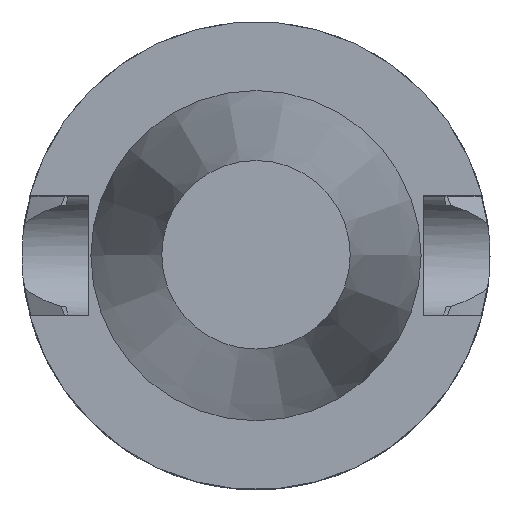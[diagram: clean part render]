
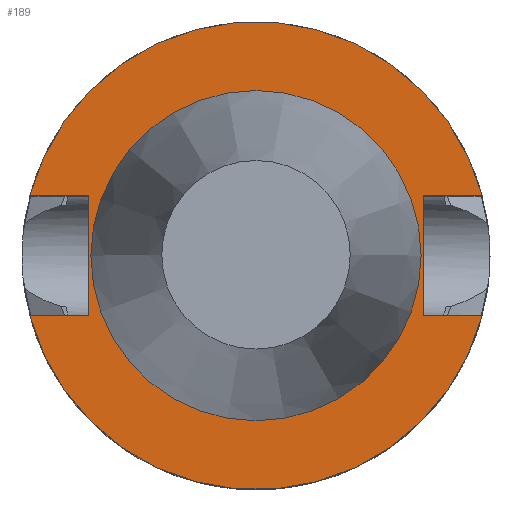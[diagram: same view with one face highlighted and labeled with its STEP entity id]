
A CAD part, top view. The second image highlights one B-rep face of the part: STEP entity #189.
In plain terms, the highlighted planar face has unit normal (0, 0, 1).
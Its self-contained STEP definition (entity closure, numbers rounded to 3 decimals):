
#57=LINE('',#925,#87);
#63=LINE('',#953,#93);
#67=LINE('',#961,#97);
#75=LINE('',#1082,#105);
#76=LINE('',#1084,#106);
#77=LINE('',#1086,#107);
#87=VECTOR('',#759,1.);
#93=VECTOR('',#767,1.);
#97=VECTOR('',#773,1.);
#105=VECTOR('',#815,1.);
#106=VECTOR('',#816,1.);
#107=VECTOR('',#817,1.);
#153=FACE_BOUND('',#269,.T.);
#154=FACE_BOUND('',#270,.T.);
#189=ADVANCED_FACE('',(#153,#154),#219,.T.);
#219=PLANE('',#693);
#269=EDGE_LOOP('',(#371));
#270=EDGE_LOOP('',(#372,#373,#374,#375,#376,#377,#378,#379));
#371=ORIENTED_EDGE('',*,*,#576,.F.);
#372=ORIENTED_EDGE('',*,*,#577,.F.);
#373=ORIENTED_EDGE('',*,*,#578,.T.);
#374=ORIENTED_EDGE('',*,*,#579,.F.);
#375=ORIENTED_EDGE('',*,*,#580,.T.);
#376=ORIENTED_EDGE('',*,*,#574,.T.);
#377=ORIENTED_EDGE('',*,*,#547,.T.);
#378=ORIENTED_EDGE('',*,*,#535,.T.);
#379=ORIENTED_EDGE('',*,*,#543,.T.);
#473=VERTEX_POINT('',#924);
#474=VERTEX_POINT('',#926);
#480=VERTEX_POINT('',#952);
#484=VERTEX_POINT('',#962);
#504=VERTEX_POINT('',#1075);
#505=VERTEX_POINT('',#1079);
#506=VERTEX_POINT('',#1081);
#507=VERTEX_POINT('',#1083);
#508=VERTEX_POINT('',#1085);
#535=EDGE_CURVE('',#474,#473,#57,.T.);
#543=EDGE_CURVE('',#473,#480,#63,.T.);
#547=EDGE_CURVE('',#484,#474,#67,.T.);
#574=EDGE_CURVE('',#504,#484,#622,.T.);
#576=EDGE_CURVE('',#505,#505,#623,.T.);
#577=EDGE_CURVE('',#506,#480,#624,.T.);
#578=EDGE_CURVE('',#506,#507,#75,.T.);
#579=EDGE_CURVE('',#508,#507,#76,.T.);
#580=EDGE_CURVE('',#508,#504,#77,.T.);
#622=CIRCLE('',#689,31.5);
#623=CIRCLE('',#691,21.875);
#624=CIRCLE('',#692,31.5);
#689=AXIS2_PLACEMENT_3D('',#1074,#806,#807);
#691=AXIS2_PLACEMENT_3D('',#1078,#811,#812);
#692=AXIS2_PLACEMENT_3D('',#1080,#813,#814);
#693=AXIS2_PLACEMENT_3D('',#1087,#818,#819);
#759=DIRECTION('',(0.,-1.,0.));
#767=DIRECTION('',(-1.,0.,0.));
#773=DIRECTION('',(1.,0.,0.));
#806=DIRECTION('',(0.,0.,1.));
#807=DIRECTION('',(1.,0.,0.));
#811=DIRECTION('',(0.,0.,1.));
#812=DIRECTION('',(1.,0.,0.));
#813=DIRECTION('',(0.,0.,-1.));
#814=DIRECTION('',(1.,0.,0.));
#815=DIRECTION('',(-1.,0.,0.));
#816=DIRECTION('',(0.,-1.,0.));
#817=DIRECTION('',(1.,0.,0.));
#818=DIRECTION('',(0.,0.,1.));
#819=DIRECTION('',(1.,0.,0.));
#924=CARTESIAN_POINT('',(-22.5,-8.05,-2.));
#925=CARTESIAN_POINT('',(-22.5,6.54,-2.));
#926=CARTESIAN_POINT('',(-22.5,8.05,-2.));
#952=CARTESIAN_POINT('',(-30.454,-8.05,-2.));
#953=CARTESIAN_POINT('',(0.,-8.05,-2.));
#961=CARTESIAN_POINT('',(0.,8.05,-2.));
#962=CARTESIAN_POINT('',(-30.454,8.05,-2.));
#1074=CARTESIAN_POINT('',(0.,0.,-2.));
#1075=CARTESIAN_POINT('',(30.454,8.05,-2.));
#1078=CARTESIAN_POINT('',(0.,0.,-2.));
#1079=CARTESIAN_POINT('',(21.875,0.,-2.));
#1080=CARTESIAN_POINT('',(0.,0.,-2.));
#1081=CARTESIAN_POINT('',(30.454,-8.05,-2.));
#1082=CARTESIAN_POINT('',(31.489,-8.05,-2.));
#1083=CARTESIAN_POINT('',(22.5,-8.05,-2.));
#1084=CARTESIAN_POINT('',(22.5,6.55,-2.));
#1085=CARTESIAN_POINT('',(22.5,8.05,-2.));
#1086=CARTESIAN_POINT('',(31.489,8.05,-2.));
#1087=CARTESIAN_POINT('',(0.,0.,-2.));
